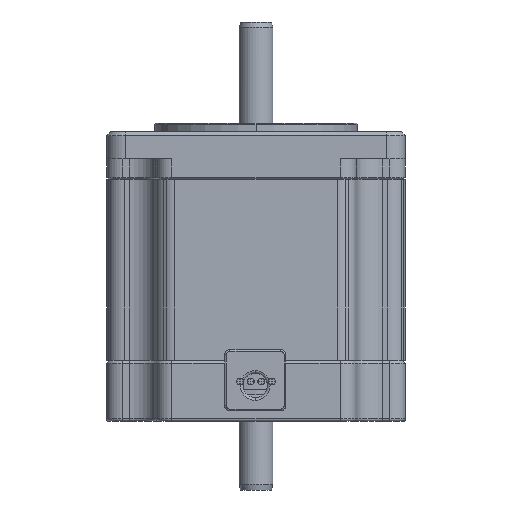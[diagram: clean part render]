
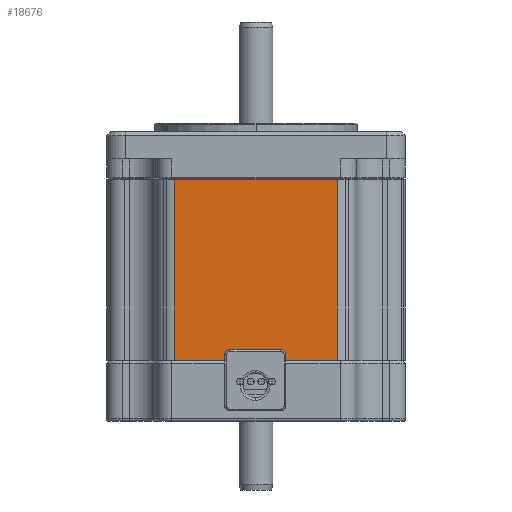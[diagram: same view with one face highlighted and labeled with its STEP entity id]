
A CAD part, front view. The second image highlights one B-rep face of the part: STEP entity #18676.
In plain terms, the highlighted planar face has unit normal (0, -1, 0).
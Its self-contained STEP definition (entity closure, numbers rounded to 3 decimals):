
#368=DIRECTION('',(1.,0.,0.));
#369=VECTOR('',#368,30.617);
#370=CARTESIAN_POINT('',(-15.308,-28.1,0.));
#371=LINE('',#370,#369);
#2669=DIRECTION('',(1.,0.,0.));
#2670=VECTOR('',#2669,30.617);
#2671=CARTESIAN_POINT('',(-15.308,-28.1,34.));
#2672=LINE('',#2671,#2670);
#7057=DIRECTION('',(0.,0.,-1.));
#7058=VECTOR('',#7057,34.);
#7059=CARTESIAN_POINT('',(-15.308,-28.1,34.));
#7060=LINE('',#7059,#7058);
#7061=DIRECTION('',(0.,0.,-1.));
#7062=VECTOR('',#7061,34.);
#7063=CARTESIAN_POINT('',(15.308,-28.1,34.));
#7064=LINE('',#7063,#7062);
#8711=CARTESIAN_POINT('',(-15.308,-28.1,0.));
#8713=VERTEX_POINT('',#8711);
#8717=CARTESIAN_POINT('',(-15.308,-28.1,34.));
#8718=VERTEX_POINT('',#8717);
#8744=CARTESIAN_POINT('',(15.308,-28.1,0.));
#8746=VERTEX_POINT('',#8744);
#8747=CARTESIAN_POINT('',(15.308,-28.1,34.));
#8748=VERTEX_POINT('',#8747);
#18664=CARTESIAN_POINT('',(-16.129,-28.1,0.));
#18665=DIRECTION('',(0.,-1.,0.));
#18666=DIRECTION('',(1.,0.,0.));
#18667=AXIS2_PLACEMENT_3D('',#18664,#18665,#18666);
#18668=PLANE('',#18667);
#18669=ORIENTED_EDGE('',*,*,#18659,.F.);
#18670=ORIENTED_EDGE('',*,*,#10800,.T.);
#18672=ORIENTED_EDGE('',*,*,#18671,.T.);
#18673=ORIENTED_EDGE('',*,*,#9678,.F.);
#18674=EDGE_LOOP('',(#18669,#18670,#18672,#18673));
#18675=FACE_OUTER_BOUND('',#18674,.F.);
#18676=ADVANCED_FACE('',(#18675),#18668,.T.);
#9678=EDGE_CURVE('',#8713,#8746,#371,.T.);
#10800=EDGE_CURVE('',#8718,#8748,#2672,.T.);
#18659=EDGE_CURVE('',#8718,#8713,#7060,.T.);
#18671=EDGE_CURVE('',#8748,#8746,#7064,.T.);
